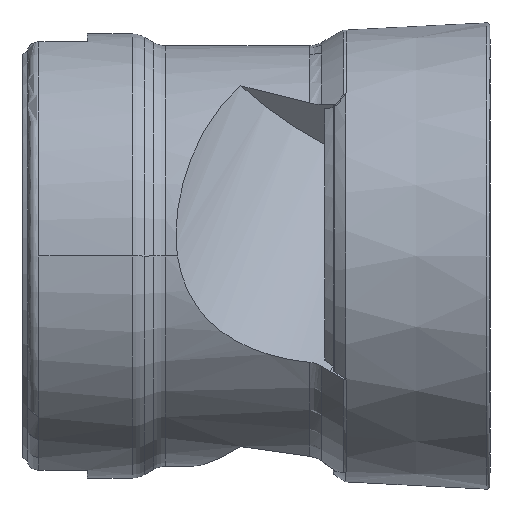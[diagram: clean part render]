
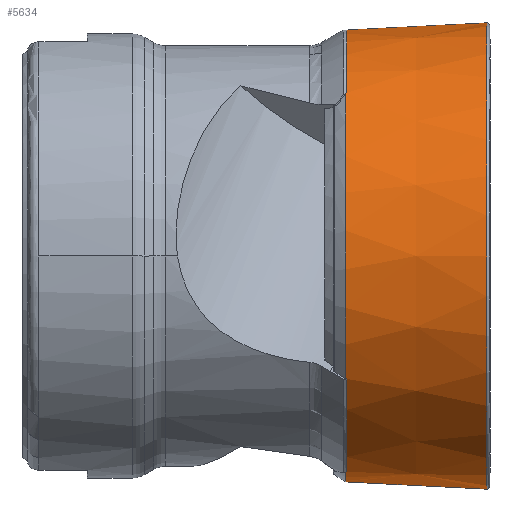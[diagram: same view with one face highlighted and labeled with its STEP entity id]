
A CAD part, front view. The second image highlights one B-rep face of the part: STEP entity #5634.
In plain terms, the highlighted conical face has half-angle 2.948 degrees and reference radius 19.949 mm.
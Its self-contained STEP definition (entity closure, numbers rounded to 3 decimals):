
#8 = EDGE_CURVE ( 'NONE', #1853, #1865, #564, .T. ) ;
#15 = EDGE_CURVE ( 'NONE', #1678, #1804, #1120, .T. ) ;
#19 = EDGE_CURVE ( 'NONE', #1941, #1939, #839, .T. ) ;
#27 = EDGE_CURVE ( 'NONE', #1932, #1947, #424, .T. ) ;
#186 = FACE_OUTER_BOUND ( 'NONE', #1316, .T. ) ;
#190 = CONICAL_SURFACE ( 'NONE', #2939, 19.949, 0.051 ) ;
#322 = LINE ( 'NONE', #3523, #331 ) ;
#331 = VECTOR ( 'NONE', #3531, 1000. ) ;
#334 = CIRCLE ( 'NONE', #2808, 19.328 ) ;
#418 = ORIENTED_EDGE ( 'NONE', *, *, #8, .F. ) ;
#424 = CIRCLE ( 'NONE', #4382, 19.333 ) ;
#466 = ORIENTED_EDGE ( 'NONE', *, *, #4191, .F. ) ;
#564 = CIRCLE ( 'NONE', #4372, 19.949 ) ;
#655 = ORIENTED_EDGE ( 'NONE', *, *, #15, .T. ) ;
#835 = ORIENTED_EDGE ( 'NONE', *, *, #4183, .T. ) ;
#839 = CIRCLE ( 'NONE', #4379, 19.328 ) ;
#855 = ORIENTED_EDGE ( 'NONE', *, *, #4140, .F. ) ;
#1023 = ORIENTED_EDGE ( 'NONE', *, *, #4230, .T. ) ;
#1120 = CIRCLE ( 'NONE', #4373, 19.328 ) ;
#1127 = ORIENTED_EDGE ( 'NONE', *, *, #4153, .T. ) ;
#1159 = ORIENTED_EDGE ( 'NONE', *, *, #4339, .T. ) ;
#1222 = ORIENTED_EDGE ( 'NONE', *, *, #27, .T. ) ;
#1223 = ORIENTED_EDGE ( 'NONE', *, *, #4267, .T. ) ;
#1228 = ORIENTED_EDGE ( 'NONE', *, *, #19, .T. ) ;
#1268 = ORIENTED_EDGE ( 'NONE', *, *, #4116, .F. ) ;
#1316 = EDGE_LOOP ( 'NONE', ( #855, #655, #466, #1159, #1023, #1228, #1268, #1222, #1223, #835, #1127, #418 ) ) ;
#1578 = LINE ( 'NONE', #3490, #5374 ) ;
#1631 = CIRCLE ( 'NONE', #2844, 19.333 ) ;
#1678 = VERTEX_POINT ( 'NONE', #2163 ) ;
#1683 = VERTEX_POINT ( 'NONE', #2166 ) ;
#1719 = VERTEX_POINT ( 'NONE', #2202 ) ;
#1799 = VERTEX_POINT ( 'NONE', #3141 ) ;
#1804 = VERTEX_POINT ( 'NONE', #3182 ) ;
#1853 = VERTEX_POINT ( 'NONE', #5415 ) ;
#1865 = VERTEX_POINT ( 'NONE', #5442 ) ;
#1931 = VERTEX_POINT ( 'NONE', #3316 ) ;
#1932 = VERTEX_POINT ( 'NONE', #3275 ) ;
#1939 = VERTEX_POINT ( 'NONE', #3320 ) ;
#1941 = VERTEX_POINT ( 'NONE', #3322 ) ;
#1947 = VERTEX_POINT ( 'NONE', #3310 ) ;
#1999 = CARTESIAN_POINT ( 'NONE',  ( 0.252, 0., 0. ) ) ;
#2000 = DIRECTION ( 'NONE',  ( 1., 0., 0. ) ) ;
#2001 = DIRECTION ( 'NONE',  ( 0., 0., -1. ) ) ;
#2020 = CARTESIAN_POINT ( 'NONE',  ( -11.804, 0., 0. ) ) ;
#2025 = DIRECTION ( 'NONE',  ( 1., 0., 0. ) ) ;
#2026 = DIRECTION ( 'NONE',  ( 0., 0., -1. ) ) ;
#2036 = CARTESIAN_POINT ( 'NONE',  ( -11.804, 0., 0. ) ) ;
#2037 = DIRECTION ( 'NONE',  ( 1., 0., 0. ) ) ;
#2038 = DIRECTION ( 'NONE',  ( 0., 0., -1. ) ) ;
#2058 = CARTESIAN_POINT ( 'NONE',  ( -11.696, 0., 0. ) ) ;
#2062 = DIRECTION ( 'NONE',  ( 1., 0., 0. ) ) ;
#2063 = DIRECTION ( 'NONE',  ( 0., 0., -1. ) ) ;
#2163 = CARTESIAN_POINT ( 'NONE',  ( -11.804, 0., 19.328 ) ) ;
#2166 = CARTESIAN_POINT ( 'NONE',  ( -11.804, -5.619, -18.493 ) ) ;
#2202 = CARTESIAN_POINT ( 'NONE',  ( -11.804, 0., -19.328 ) ) ;
#2808 = AXIS2_PLACEMENT_3D ( 'NONE', #3645, #3646, #3647 ) ;
#2844 = AXIS2_PLACEMENT_3D ( 'NONE', #4868, #4876, #4877 ) ;
#2939 = AXIS2_PLACEMENT_3D ( 'NONE', #5289, #5288, #5287 ) ;
#3000 =( BOUNDED_CURVE ( )  B_SPLINE_CURVE ( 3, ( #3907, #3912, #4648, #4649 ),
 .UNSPECIFIED., .F., .T. ) 
 B_SPLINE_CURVE_WITH_KNOTS ( ( 4, 4 ),
 ( 2.041, 2.046 ),
 .UNSPECIFIED. ) 
 CURVE ( )  GEOMETRIC_REPRESENTATION_ITEM ( )  RATIONAL_B_SPLINE_CURVE ( ( 1., 1., 1., 1. ) ) 
 REPRESENTATION_ITEM ( '' )  );
#3032 =( BOUNDED_CURVE ( )  B_SPLINE_CURVE ( 3, ( #3793, #3798, #3799, #3800 ),
 .UNSPECIFIED., .F., .T. ) 
 B_SPLINE_CURVE_WITH_KNOTS ( ( 4, 4 ),
 ( 2.041, 2.046 ),
 .UNSPECIFIED. ) 
 CURVE ( )  GEOMETRIC_REPRESENTATION_ITEM ( )  RATIONAL_B_SPLINE_CURVE ( ( 1., 1., 1., 1. ) ) 
 REPRESENTATION_ITEM ( '' )  );
#3141 = CARTESIAN_POINT ( 'NONE',  ( -11.696, -0.666, 19.322 ) ) ;
#3182 = CARTESIAN_POINT ( 'NONE',  ( -11.804, -0.663, 19.316 ) ) ;
#3275 = CARTESIAN_POINT ( 'NONE',  ( -11.696, -16.219, -10.522 ) ) ;
#3310 = CARTESIAN_POINT ( 'NONE',  ( -11.696, -5.714, -18.47 ) ) ;
#3316 = CARTESIAN_POINT ( 'NONE',  ( -11.696, -13.384, 13.952 ) ) ;
#3320 = CARTESIAN_POINT ( 'NONE',  ( -11.804, -16.216, -10.517 ) ) ;
#3322 = CARTESIAN_POINT ( 'NONE',  ( -11.804, -13.45, 13.88 ) ) ;
#3419 = CARTESIAN_POINT ( 'NONE',  ( -11.696, -16.219, -10.522 ) ) ;
#3423 = CARTESIAN_POINT ( 'NONE',  ( -11.732, -16.218, -10.52 ) ) ;
#3424 = CARTESIAN_POINT ( 'NONE',  ( -11.768, -16.217, -10.519 ) ) ;
#3425 = CARTESIAN_POINT ( 'NONE',  ( -11.804, -16.216, -10.517 ) ) ;
#3490 = CARTESIAN_POINT ( 'NONE',  ( 0.252, 0., 19.949 ) ) ;
#3499 = DIRECTION ( 'NONE',  ( 0.999, 0., 0.051 ) ) ;
#3523 = CARTESIAN_POINT ( 'NONE',  ( 0.252, 0., -19.949 ) ) ;
#3531 = DIRECTION ( 'NONE',  ( 0.999, 0., -0.051 ) ) ;
#3645 = CARTESIAN_POINT ( 'NONE',  ( -11.804, 0., 0. ) ) ;
#3646 = DIRECTION ( 'NONE',  ( 1., 0., 0. ) ) ;
#3647 = DIRECTION ( 'NONE',  ( 0., 0., -1. ) ) ;
#3669 = CARTESIAN_POINT ( 'NONE',  ( -11.696, -0.666, 19.322 ) ) ;
#3674 = CARTESIAN_POINT ( 'NONE',  ( -11.732, -0.665, 19.32 ) ) ;
#3675 = CARTESIAN_POINT ( 'NONE',  ( -11.768, -0.664, 19.318 ) ) ;
#3676 = CARTESIAN_POINT ( 'NONE',  ( -11.804, -0.663, 19.316 ) ) ;
#3793 = CARTESIAN_POINT ( 'NONE',  ( -11.696, -13.384, 13.952 ) ) ;
#3798 = CARTESIAN_POINT ( 'NONE',  ( -11.732, -13.406, 13.928 ) ) ;
#3799 = CARTESIAN_POINT ( 'NONE',  ( -11.768, -13.428, 13.904 ) ) ;
#3800 = CARTESIAN_POINT ( 'NONE',  ( -11.804, -13.45, 13.88 ) ) ;
#3907 = CARTESIAN_POINT ( 'NONE',  ( -11.696, -5.714, -18.47 ) ) ;
#3912 = CARTESIAN_POINT ( 'NONE',  ( -11.732, -5.683, -18.478 ) ) ;
#4116 = EDGE_CURVE ( 'NONE', #1932, #1939, #4580, .T. ) ;
#4140 = EDGE_CURVE ( 'NONE', #1678, #1853, #1578, .T. ) ;
#4153 = EDGE_CURVE ( 'NONE', #1719, #1865, #322, .T. ) ;
#4183 = EDGE_CURVE ( 'NONE', #1683, #1719, #334, .T. ) ;
#4191 = EDGE_CURVE ( 'NONE', #1799, #1804, #4594, .T. ) ;
#4230 = EDGE_CURVE ( 'NONE', #1931, #1941, #3032, .T. ) ;
#4267 = EDGE_CURVE ( 'NONE', #1947, #1683, #3000, .T. ) ;
#4339 = EDGE_CURVE ( 'NONE', #1799, #1931, #1631, .T. ) ;
#4372 = AXIS2_PLACEMENT_3D ( 'NONE', #1999, #2000, #2001 ) ;
#4373 = AXIS2_PLACEMENT_3D ( 'NONE', #2020, #2025, #2026 ) ;
#4379 = AXIS2_PLACEMENT_3D ( 'NONE', #2036, #2037, #2038 ) ;
#4382 = AXIS2_PLACEMENT_3D ( 'NONE', #2058, #2062, #2063 ) ;
#4580 = B_SPLINE_CURVE_WITH_KNOTS ( 'NONE', 3,
 ( #3419, #3423, #3424, #3425 ),
 .UNSPECIFIED., .F., .F.,
 ( 4, 4 ),
 ( 0., 0. ),
 .UNSPECIFIED. ) ;
#4594 = B_SPLINE_CURVE_WITH_KNOTS ( 'NONE', 3,
 ( #3669, #3674, #3675, #3676 ),
 .UNSPECIFIED., .F., .F.,
 ( 4, 4 ),
 ( 0., 0. ),
 .UNSPECIFIED. ) ;
#4648 = CARTESIAN_POINT ( 'NONE',  ( -11.768, -5.651, -18.485 ) ) ;
#4649 = CARTESIAN_POINT ( 'NONE',  ( -11.804, -5.619, -18.493 ) ) ;
#4868 = CARTESIAN_POINT ( 'NONE',  ( -11.696, 0., 0. ) ) ;
#4876 = DIRECTION ( 'NONE',  ( 1., 0., 0. ) ) ;
#4877 = DIRECTION ( 'NONE',  ( 0., 0., -1. ) ) ;
#5287 = DIRECTION ( 'NONE',  ( 0., 0., -1. ) ) ;
#5288 = DIRECTION ( 'NONE',  ( 1., 0., 0. ) ) ;
#5289 = CARTESIAN_POINT ( 'NONE',  ( 0.252, 0., 0. ) ) ;
#5374 = VECTOR ( 'NONE', #3499, 1000. ) ;
#5415 = CARTESIAN_POINT ( 'NONE',  ( 0.252, 0., 19.949 ) ) ;
#5442 = CARTESIAN_POINT ( 'NONE',  ( 0.252, 0., -19.949 ) ) ;
#5634 = ADVANCED_FACE ( 'NONE', ( #186 ), #190, .T. ) ;
